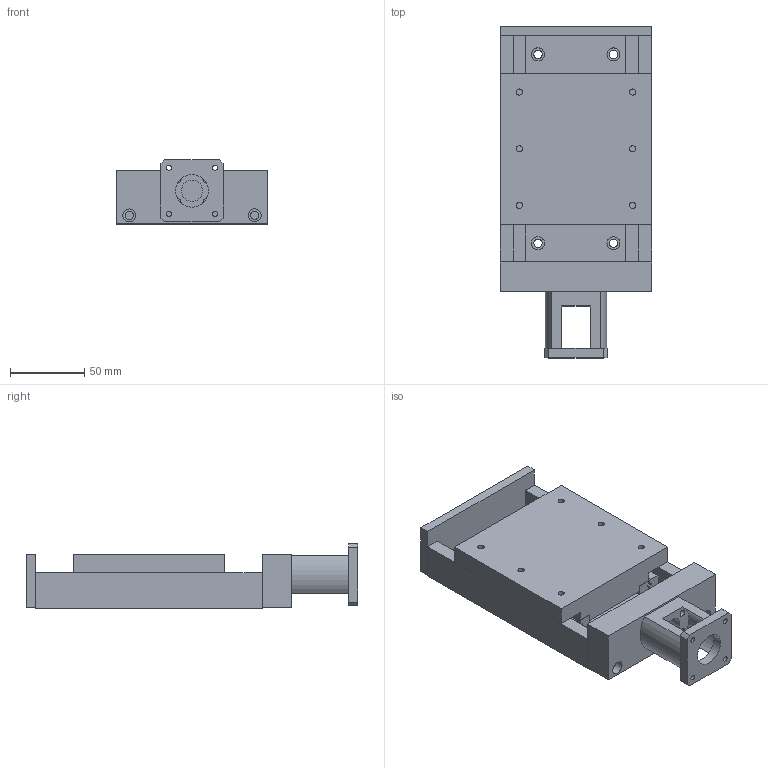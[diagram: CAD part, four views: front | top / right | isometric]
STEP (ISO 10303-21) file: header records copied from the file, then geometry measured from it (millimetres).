
FILE_DESCRIPTION((''),'2;1');
FILE_NAME('CGAC4-6-2.stp','2004-01-27T20:39:47',('Owner'),(''),'Autodesk Inventor (tm) 5.3','Autodesk Inventor (tm) 5.3','');
FILE_SCHEMA(('CONFIG_CONTROL_DESIGN'));
Length unit declared in the file: inch
Products named in the file (10): CGAC4-6-2; CGAC4-6-2 BOTTOM-BASE; CGAC4-6-2 TOP-BASE; CGAC4-6-2 RAIL-A; CGAC4-6-2 RAIL-B; CGAC4-6-2 RAIL-C; CGAC4-6-2 RAIL-D; CGAC4-6-2 END-PLATE-A; CGAC4-6-2 END-PLATE-B; CGAC4-6-2 MTG-BRKT-17
Assembly tree (9 placements, depth 2):
  CGAC4-6-2
    CGAC4-6-2 BOTTOM-BASE
    CGAC4-6-2 TOP-BASE
    CGAC4-6-2 RAIL-A
    CGAC4-6-2 RAIL-B
    CGAC4-6-2 RAIL-C
    CGAC4-6-2 RAIL-D
    CGAC4-6-2 END-PLATE-A
    CGAC4-6-2 END-PLATE-B
    CGAC4-6-2 MTG-BRKT-17
Bounding box: 101.6 x 223.27 x 43.52 mm (x, y, z)
Volume: 518858.1 mm3; surface area: 123971.9 mm2
Topology: 9 solids, 9 shells, 187 faces, 486 edges, 324 vertices
Faces by surface type: plane 119, bspline 58, cylinder 10
Entity records: 7813 total; most frequent: CARTESIAN_POINT 1918, ORIENTED_EDGE 972, DIRECTION 906, EDGE_CURVE 486, VECTOR 362, LINE 362, VERTEX_POINT 324, AXIS2_PLACEMENT_3D 272
